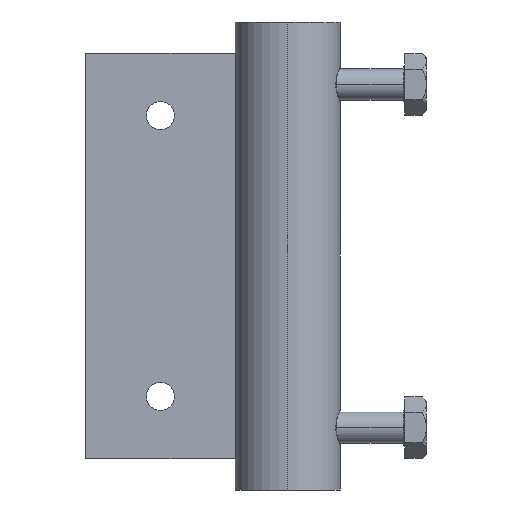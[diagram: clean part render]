
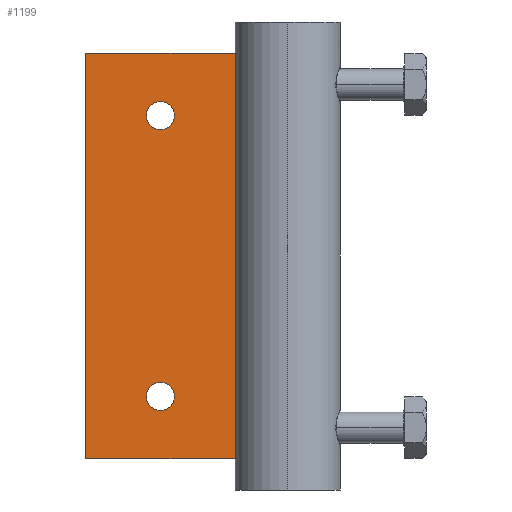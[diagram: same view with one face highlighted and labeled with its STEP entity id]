
A CAD part, left-side view. The second image highlights one B-rep face of the part: STEP entity #1199.
In plain terms, the highlighted planar face has unit normal (-1, 0, 0).
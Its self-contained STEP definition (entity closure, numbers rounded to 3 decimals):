
#65 = CARTESIAN_POINT ( 'NONE',  ( -3., 64.85, 65. ) ) ;
#231 = CARTESIAN_POINT ( 'NONE',  ( -3., 64.85, -65. ) ) ;
#296 = DIRECTION ( 'NONE',  ( 0., 0., -1. ) ) ;
#330 = EDGE_LOOP ( 'NONE', ( #2758, #2739, #2541, #2533 ) ) ;
#341 = CARTESIAN_POINT ( 'NONE',  ( -3., 16.85, 65. ) ) ;
#484 = VERTEX_POINT ( 'NONE', #2456 ) ;
#496 = CIRCLE ( 'NONE', #3162, 4.5 ) ;
#513 = VECTOR ( 'NONE', #3432, 1000. ) ;
#532 = LINE ( 'NONE', #231, #513 ) ;
#626 = DIRECTION ( 'NONE',  ( 1., 0., 0. ) ) ;
#669 = EDGE_CURVE ( 'NONE', #1727, #2637, #1900, .T. ) ;
#789 = DIRECTION ( 'NONE',  ( 0., -1., 0. ) ) ;
#822 = CIRCLE ( 'NONE', #3731, 4.5 ) ;
#957 = CIRCLE ( 'NONE', #3923, 4.5 ) ;
#1068 = CARTESIAN_POINT ( 'NONE',  ( -3., 40.85, -40.5 ) ) ;
#1118 = VERTEX_POINT ( 'NONE', #2435 ) ;
#1147 = VECTOR ( 'NONE', #1449, 1000. ) ;
#1154 = LINE ( 'NONE', #3312, #1147 ) ;
#1199 = ADVANCED_FACE ( 'NONE', ( #1621, #1572, #1610 ), #1840, .F. ) ;
#1267 = VECTOR ( 'NONE', #789, 1000. ) ;
#1275 = LINE ( 'NONE', #3243, #1267 ) ;
#1440 = DIRECTION ( 'NONE',  ( 1., 0., 0. ) ) ;
#1444 = DIRECTION ( 'NONE',  ( 0., 0., -1. ) ) ;
#1445 = EDGE_CURVE ( 'NONE', #1118, #3113, #1474, .T. ) ;
#1449 = DIRECTION ( 'NONE',  ( 0., 0., -1. ) ) ;
#1474 = LINE ( 'NONE', #65, #1520 ) ;
#1520 = VECTOR ( 'NONE', #2962, 1000. ) ;
#1558 = CARTESIAN_POINT ( 'NONE',  ( -3., 40.85, 45. ) ) ;
#1572 = FACE_OUTER_BOUND ( 'NONE', #330, .T. ) ;
#1610 = FACE_BOUND ( 'NONE', #3826, .T. ) ;
#1621 = FACE_BOUND ( 'NONE', #2092, .T. ) ;
#1702 = DIRECTION ( 'NONE',  ( 0., 0., -1. ) ) ;
#1713 = DIRECTION ( 'NONE',  ( 1., 0., 0. ) ) ;
#1727 = VERTEX_POINT ( 'NONE', #3042 ) ;
#1828 = CARTESIAN_POINT ( 'NONE',  ( -3., 16.85, 65. ) ) ;
#1840 = PLANE ( 'NONE',  #2916 ) ;
#1891 = DIRECTION ( 'NONE',  ( 1., 0., 0. ) ) ;
#1900 = CIRCLE ( 'NONE', #3830, 4.5 ) ;
#1947 = EDGE_CURVE ( 'NONE', #3113, #3636, #1275, .T. ) ;
#1980 = CARTESIAN_POINT ( 'NONE',  ( -3., 40.85, 49.5 ) ) ;
#2092 = EDGE_LOOP ( 'NONE', ( #2671, #2530 ) ) ;
#2171 = EDGE_CURVE ( 'NONE', #3636, #484, #1154, .T. ) ;
#2225 = DIRECTION ( 'NONE',  ( 1., 0., 0. ) ) ;
#2338 = VERTEX_POINT ( 'NONE', #1068 ) ;
#2435 = CARTESIAN_POINT ( 'NONE',  ( -3., 64.85, -65. ) ) ;
#2456 = CARTESIAN_POINT ( 'NONE',  ( -3., 16.85, -65. ) ) ;
#2483 = ORIENTED_EDGE ( 'NONE', *, *, #3174, .T. ) ;
#2526 = CARTESIAN_POINT ( 'NONE',  ( -3., 40.85, -45. ) ) ;
#2530 = ORIENTED_EDGE ( 'NONE', *, *, #669, .T. ) ;
#2532 = ORIENTED_EDGE ( 'NONE', *, *, #3958, .T. ) ;
#2533 = ORIENTED_EDGE ( 'NONE', *, *, #2171, .F. ) ;
#2541 = ORIENTED_EDGE ( 'NONE', *, *, #3907, .F. ) ;
#2637 = VERTEX_POINT ( 'NONE', #1980 ) ;
#2671 = ORIENTED_EDGE ( 'NONE', *, *, #2945, .T. ) ;
#2739 = ORIENTED_EDGE ( 'NONE', *, *, #1445, .F. ) ;
#2758 = ORIENTED_EDGE ( 'NONE', *, *, #1947, .F. ) ;
#2792 = CARTESIAN_POINT ( 'NONE',  ( -3., 64.85, 65. ) ) ;
#2862 = DIRECTION ( 'NONE',  ( 0., 0., -1. ) ) ;
#2916 = AXIS2_PLACEMENT_3D ( 'NONE', #1828, #1713, #1702 ) ;
#2945 = EDGE_CURVE ( 'NONE', #2637, #1727, #957, .T. ) ;
#2962 = DIRECTION ( 'NONE',  ( 0., 0., 1. ) ) ;
#3042 = CARTESIAN_POINT ( 'NONE',  ( -3., 40.85, 40.5 ) ) ;
#3113 = VERTEX_POINT ( 'NONE', #2792 ) ;
#3162 = AXIS2_PLACEMENT_3D ( 'NONE', #2526, #626, #2862 ) ;
#3174 = EDGE_CURVE ( 'NONE', #2338, #4016, #822, .T. ) ;
#3199 = CARTESIAN_POINT ( 'NONE',  ( -3., 40.85, -49.5 ) ) ;
#3243 = CARTESIAN_POINT ( 'NONE',  ( -3., 64.85, 65. ) ) ;
#3312 = CARTESIAN_POINT ( 'NONE',  ( -3., 16.85, 65. ) ) ;
#3432 = DIRECTION ( 'NONE',  ( 0., 1., 0. ) ) ;
#3636 = VERTEX_POINT ( 'NONE', #341 ) ;
#3731 = AXIS2_PLACEMENT_3D ( 'NONE', #3764, #1891, #4094 ) ;
#3764 = CARTESIAN_POINT ( 'NONE',  ( -3., 40.85, -45. ) ) ;
#3826 = EDGE_LOOP ( 'NONE', ( #2483, #2532 ) ) ;
#3830 = AXIS2_PLACEMENT_3D ( 'NONE', #1558, #1440, #1444 ) ;
#3907 = EDGE_CURVE ( 'NONE', #484, #1118, #532, .T. ) ;
#3923 = AXIS2_PLACEMENT_3D ( 'NONE', #4109, #2225, #296 ) ;
#3958 = EDGE_CURVE ( 'NONE', #4016, #2338, #496, .T. ) ;
#4016 = VERTEX_POINT ( 'NONE', #3199 ) ;
#4094 = DIRECTION ( 'NONE',  ( 0., 0., -1. ) ) ;
#4109 = CARTESIAN_POINT ( 'NONE',  ( -3., 40.85, 45. ) ) ;
